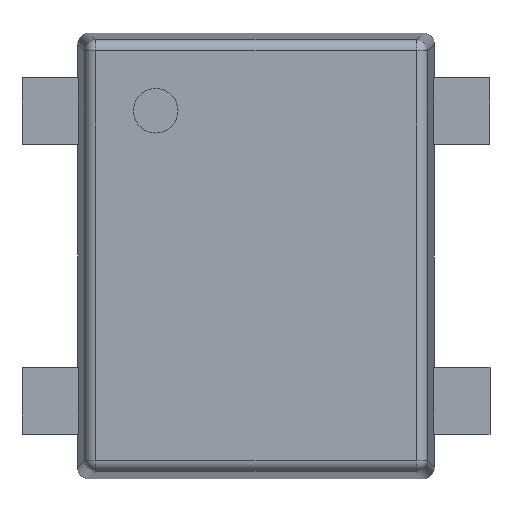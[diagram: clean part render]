
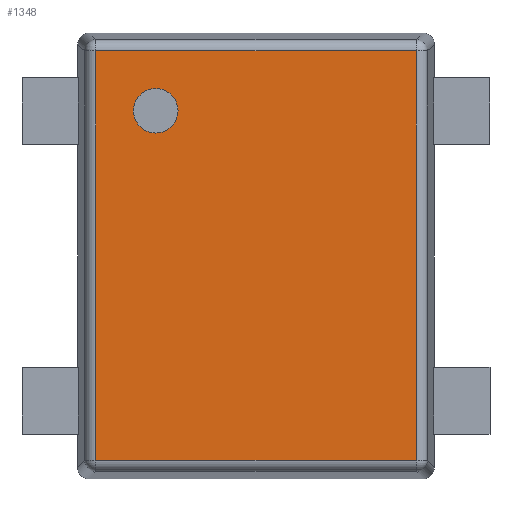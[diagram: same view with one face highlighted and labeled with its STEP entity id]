
A CAD part, top view. The second image highlights one B-rep face of the part: STEP entity #1348.
In plain terms, the highlighted planar face has unit normal (0, 0, 1).
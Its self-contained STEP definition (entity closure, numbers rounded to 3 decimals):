
#29 = CARTESIAN_POINT ( 'NONE',  ( 0., 0., 1. ) ) ;
#47 = ORIENTED_EDGE ( 'NONE', *, *, #826, .T. ) ;
#109 = CARTESIAN_POINT ( 'NONE',  ( -0.719, 0.919, 1. ) ) ;
#124 = DIRECTION ( 'NONE',  ( 1., 0., 0. ) ) ;
#144 = ORIENTED_EDGE ( 'NONE', *, *, #1225, .F. ) ;
#163 = CARTESIAN_POINT ( 'NONE',  ( -0.55, 0.65, 1. ) ) ;
#180 = DIRECTION ( 'NONE',  ( 0., 0., 1. ) ) ;
#204 = PLANE ( 'NONE',  #1745 ) ;
#279 = CARTESIAN_POINT ( 'NONE',  ( -0.45, 0.65, 1. ) ) ;
#405 = VECTOR ( 'NONE', #1370, 1000. ) ;
#418 = VERTEX_POINT ( 'NONE', #955 ) ;
#457 = LINE ( 'NONE', #867, #405 ) ;
#496 = VERTEX_POINT ( 'NONE', #684 ) ;
#515 = FACE_OUTER_BOUND ( 'NONE', #1386, .T. ) ;
#568 = EDGE_CURVE ( 'NONE', #1411, #1106, #457, .T. ) ;
#684 = CARTESIAN_POINT ( 'NONE',  ( -0.35, 0.65, 1. ) ) ;
#720 = CARTESIAN_POINT ( 'NONE',  ( 0.719, 0.967, 1. ) ) ;
#742 = CARTESIAN_POINT ( 'NONE',  ( 0.719, -0.919, 1. ) ) ;
#766 = CIRCLE ( 'NONE', #1323, 0.1 ) ;
#826 = EDGE_CURVE ( 'NONE', #1106, #1548, #1271, .T. ) ;
#837 = AXIS2_PLACEMENT_3D ( 'NONE', #279, #906, #1433 ) ;
#860 = VECTOR ( 'NONE', #1463, 1000. ) ;
#867 = CARTESIAN_POINT ( 'NONE',  ( -0.719, -0.967, 1. ) ) ;
#902 = DIRECTION ( 'NONE',  ( 0., 0., 1. ) ) ;
#906 = DIRECTION ( 'NONE',  ( 0., 0., 1. ) ) ;
#944 = VECTOR ( 'NONE', #1985, 1000. ) ;
#955 = CARTESIAN_POINT ( 'NONE',  ( 0.719, 0.919, 1. ) ) ;
#978 = CARTESIAN_POINT ( 'NONE',  ( 0.767, -0.919, 1. ) ) ;
#1007 = VECTOR ( 'NONE', #1835, 1000. ) ;
#1029 = EDGE_LOOP ( 'NONE', ( #1712, #144 ) ) ;
#1036 = CARTESIAN_POINT ( 'NONE',  ( -0.767, 0.919, 1. ) ) ;
#1055 = EDGE_CURVE ( 'NONE', #1548, #418, #1442, .T. ) ;
#1106 = VERTEX_POINT ( 'NONE', #1973 ) ;
#1160 = DIRECTION ( 'NONE',  ( 1., 0., 0. ) ) ;
#1225 = EDGE_CURVE ( 'NONE', #1768, #496, #1998, .T. ) ;
#1271 = LINE ( 'NONE', #978, #860 ) ;
#1303 = ORIENTED_EDGE ( 'NONE', *, *, #568, .T. ) ;
#1323 = AXIS2_PLACEMENT_3D ( 'NONE', #2009, #902, #124 ) ;
#1348 = ADVANCED_FACE ( 'NONE', ( #1360, #515 ), #204, .T. ) ;
#1360 = FACE_BOUND ( 'NONE', #1029, .T. ) ;
#1363 = ORIENTED_EDGE ( 'NONE', *, *, #1512, .T. ) ;
#1370 = DIRECTION ( 'NONE',  ( 0., -1., 0. ) ) ;
#1386 = EDGE_LOOP ( 'NONE', ( #1303, #47, #1765, #1363 ) ) ;
#1411 = VERTEX_POINT ( 'NONE', #109 ) ;
#1433 = DIRECTION ( 'NONE',  ( 1., 0., 0. ) ) ;
#1442 = LINE ( 'NONE', #720, #1007 ) ;
#1463 = DIRECTION ( 'NONE',  ( 1., 0., 0. ) ) ;
#1512 = EDGE_CURVE ( 'NONE', #418, #1411, #1663, .T. ) ;
#1536 = EDGE_CURVE ( 'NONE', #496, #1768, #766, .T. ) ;
#1548 = VERTEX_POINT ( 'NONE', #742 ) ;
#1663 = LINE ( 'NONE', #1036, #944 ) ;
#1712 = ORIENTED_EDGE ( 'NONE', *, *, #1536, .F. ) ;
#1745 = AXIS2_PLACEMENT_3D ( 'NONE', #29, #180, #1160 ) ;
#1765 = ORIENTED_EDGE ( 'NONE', *, *, #1055, .T. ) ;
#1768 = VERTEX_POINT ( 'NONE', #163 ) ;
#1835 = DIRECTION ( 'NONE',  ( 0., 1., 0. ) ) ;
#1973 = CARTESIAN_POINT ( 'NONE',  ( -0.719, -0.919, 1. ) ) ;
#1985 = DIRECTION ( 'NONE',  ( -1., 0., 0. ) ) ;
#1998 = CIRCLE ( 'NONE', #837, 0.1 ) ;
#2009 = CARTESIAN_POINT ( 'NONE',  ( -0.45, 0.65, 1. ) ) ;
